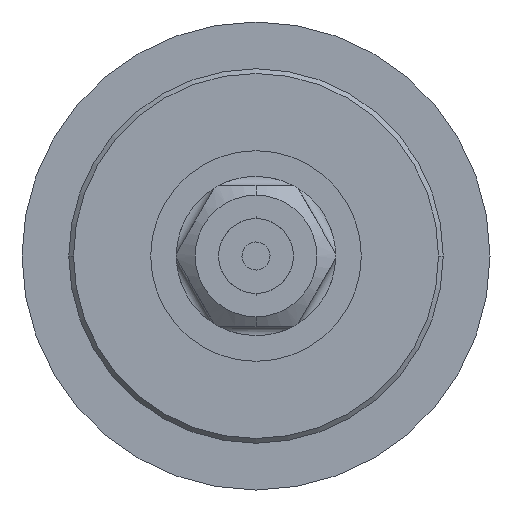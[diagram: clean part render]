
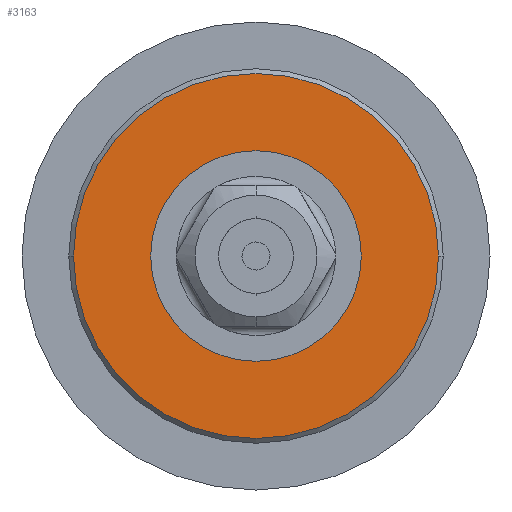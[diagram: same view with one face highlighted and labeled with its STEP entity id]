
A CAD part, front view. The second image highlights one B-rep face of the part: STEP entity #3163.
In plain terms, the highlighted face is planar.
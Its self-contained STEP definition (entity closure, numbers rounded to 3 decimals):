
#103 = PLANE ( 'NONE',  #2921 ) ;
#551 = ORIENTED_EDGE ( 'NONE', *, *, #1594, .T. ) ;
#780 = CARTESIAN_POINT ( 'NONE',  ( 0., 0., 9. ) ) ;
#858 = VERTEX_POINT ( 'NONE', #2393 ) ;
#953 = CARTESIAN_POINT ( 'NONE',  ( 0., 0., 9. ) ) ;
#1594 = EDGE_CURVE ( 'NONE', #858, #2438, #3239, .T. ) ;
#1903 = DIRECTION ( 'NONE',  ( 1., 0., 0. ) ) ;
#1929 = ORIENTED_EDGE ( 'NONE', *, *, #3123, .T. ) ;
#2142 = EDGE_LOOP ( 'NONE', ( #1929, #551 ) ) ;
#2236 = DIRECTION ( 'NONE',  ( 1., 0., 0. ) ) ;
#2335 = CIRCLE ( 'NONE', #4079, 39. ) ;
#2393 = CARTESIAN_POINT ( 'NONE',  ( 39., 0., 9. ) ) ;
#2438 = VERTEX_POINT ( 'NONE', #3877 ) ;
#2599 = DIRECTION ( 'NONE',  ( 0., 0., 1. ) ) ;
#2630 = FACE_OUTER_BOUND ( 'NONE', #2142, .T. ) ;
#2804 = DIRECTION ( 'NONE',  ( 1., 0., 0. ) ) ;
#2921 = AXIS2_PLACEMENT_3D ( 'NONE', #780, #2599, #1903 ) ;
#2932 = CARTESIAN_POINT ( 'NONE',  ( 0., 0., 9. ) ) ;
#3046 = AXIS2_PLACEMENT_3D ( 'NONE', #953, #4226, #2804 ) ;
#3123 = EDGE_CURVE ( 'NONE', #2438, #858, #2335, .T. ) ;
#3163 = ADVANCED_FACE ( 'NONE', ( #2630 ), #103, .T. ) ;
#3239 = CIRCLE ( 'NONE', #3046, 39. ) ;
#3375 = DIRECTION ( 'NONE',  ( 0., 0., 1. ) ) ;
#3877 = CARTESIAN_POINT ( 'NONE',  ( -39., 0., 9. ) ) ;
#4079 = AXIS2_PLACEMENT_3D ( 'NONE', #2932, #3375, #2236 ) ;
#4226 = DIRECTION ( 'NONE',  ( 0., 0., 1. ) ) ;
